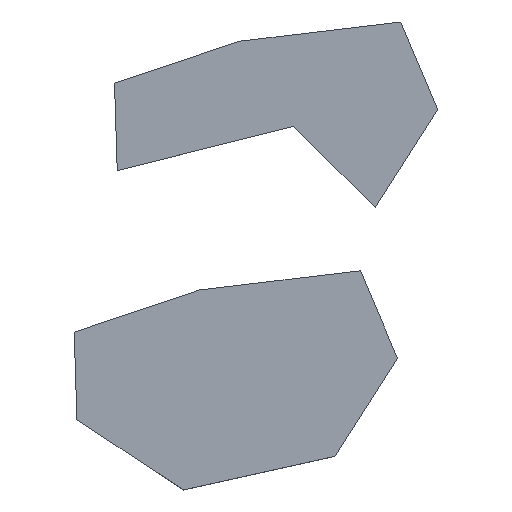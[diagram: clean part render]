
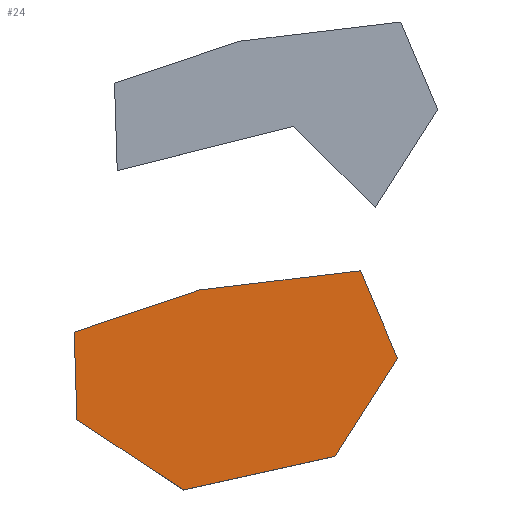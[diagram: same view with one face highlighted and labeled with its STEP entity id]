
A CAD part, top view. The second image highlights one B-rep face of the part: STEP entity #24.
In plain terms, the highlighted planar face has unit normal (0, 0, 1).
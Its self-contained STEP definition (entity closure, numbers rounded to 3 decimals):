
#24=ADVANCED_FACE('',(#42),#274,.T.);
#42=FACE_OUTER_BOUND('',#60,.T.);
#60=EDGE_LOOP('',(#105,#106,#107,#108,#109,#110,#111));
#105=ORIENTED_EDGE('',*,*,#156,.T.);
#106=ORIENTED_EDGE('',*,*,#160,.T.);
#107=ORIENTED_EDGE('',*,*,#163,.T.);
#108=ORIENTED_EDGE('',*,*,#166,.T.);
#109=ORIENTED_EDGE('',*,*,#169,.T.);
#110=ORIENTED_EDGE('',*,*,#172,.T.);
#111=ORIENTED_EDGE('',*,*,#174,.T.);
#156=EDGE_CURVE('',#241,#240,#198,.T.);
#160=EDGE_CURVE('',#240,#243,#202,.T.);
#163=EDGE_CURVE('',#243,#245,#205,.T.);
#166=EDGE_CURVE('',#245,#247,#208,.T.);
#169=EDGE_CURVE('',#247,#249,#211,.T.);
#172=EDGE_CURVE('',#249,#251,#214,.T.);
#174=EDGE_CURVE('',#251,#241,#216,.T.);
#198=B_SPLINE_CURVE_WITH_KNOTS('',1,(#441,#442),.UNSPECIFIED.,.F.,.F.,(2,
2),(0.,167.749),.UNSPECIFIED.);
#202=B_SPLINE_CURVE_WITH_KNOTS('',1,(#449,#450),.UNSPECIFIED.,.F.,.F.,(2,
2),(167.749,517.129),.UNSPECIFIED.);
#205=B_SPLINE_CURVE_WITH_KNOTS('',1,(#455,#456),.UNSPECIFIED.,.F.,.F.,(2,
2),(517.129,738.106),.UNSPECIFIED.);
#208=B_SPLINE_CURVE_WITH_KNOTS('',1,(#461,#462),.UNSPECIFIED.,.F.,.F.,(2,
2),(738.106,961.901),.UNSPECIFIED.);
#211=B_SPLINE_CURVE_WITH_KNOTS('',1,(#467,#468),.UNSPECIFIED.,.F.,.F.,(2,
2),(961.901,1144.021),.UNSPECIFIED.);
#214=B_SPLINE_CURVE_WITH_KNOTS('',1,(#473,#474),.UNSPECIFIED.,.F.,.F.,(2,
2),(1144.021,1455.211),.UNSPECIFIED.);
#216=B_SPLINE_CURVE_WITH_KNOTS('',1,(#477,#478),.UNSPECIFIED.,.F.,.F.,(2,
2),(1455.211,1708.934),.UNSPECIFIED.);
#240=VERTEX_POINT('',#425);
#241=VERTEX_POINT('',#426);
#243=VERTEX_POINT('',#428);
#245=VERTEX_POINT('',#430);
#247=VERTEX_POINT('',#432);
#249=VERTEX_POINT('',#434);
#251=VERTEX_POINT('',#436);
#274=PLANE('',#380);
#380=AXIS2_PLACEMENT_3D('',#422,#401,$);
#401=DIRECTION('',(0.,0.,1.));
#422=CARTESIAN_POINT('',(564.215,-272.295,24.));
#425=CARTESIAN_POINT('',(518.,-88.388,24.));
#426=CARTESIAN_POINT('',(512.732,79.279,24.));
#428=CARTESIAN_POINT('',(721.796,-223.876,24.));
#430=CARTESIAN_POINT('',(1013.099,-159.492,24.));
#432=CARTESIAN_POINT('',(1133.362,29.242,24.));
#434=CARTESIAN_POINT('',(1062.257,196.909,24.));
#436=CARTESIAN_POINT('',(753.259,160.04,24.));
#441=CARTESIAN_POINT('',(512.732,79.279,24.));
#442=CARTESIAN_POINT('',(518.,-88.388,24.));
#449=CARTESIAN_POINT('',(518.,-88.388,24.));
#450=CARTESIAN_POINT('',(721.796,-223.876,24.));
#455=CARTESIAN_POINT('',(721.796,-223.876,24.));
#456=CARTESIAN_POINT('',(1013.099,-159.492,24.));
#461=CARTESIAN_POINT('',(1013.099,-159.492,24.));
#462=CARTESIAN_POINT('',(1133.362,29.242,24.));
#467=CARTESIAN_POINT('',(1133.362,29.242,24.));
#468=CARTESIAN_POINT('',(1062.257,196.909,24.));
#473=CARTESIAN_POINT('',(1062.257,196.909,24.));
#474=CARTESIAN_POINT('',(753.259,160.04,24.));
#477=CARTESIAN_POINT('',(753.259,160.04,24.));
#478=CARTESIAN_POINT('',(512.732,79.279,24.));
